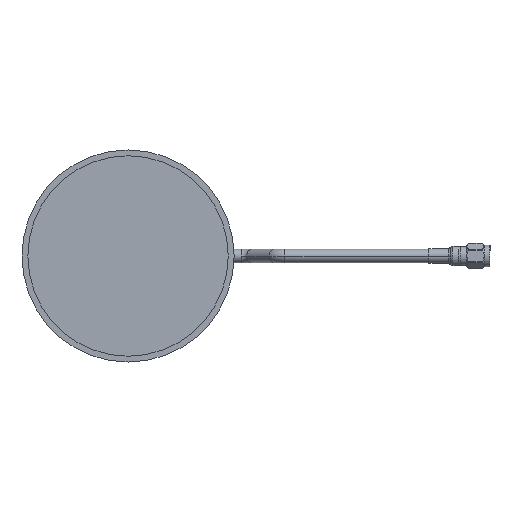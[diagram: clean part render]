
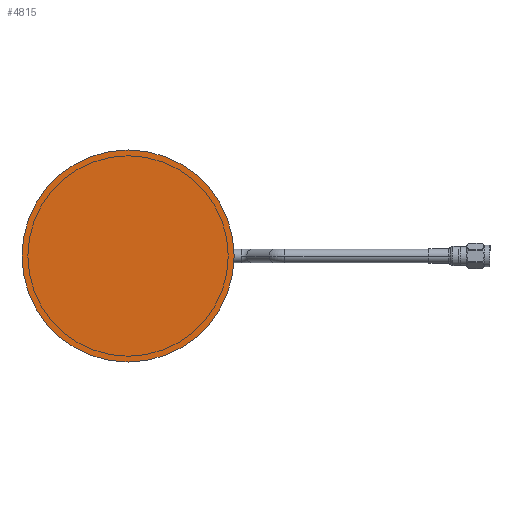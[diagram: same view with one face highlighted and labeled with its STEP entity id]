
A CAD part, front view. The second image highlights one B-rep face of the part: STEP entity #4815.
In plain terms, the highlighted planar face has unit normal (0, -1, 0).
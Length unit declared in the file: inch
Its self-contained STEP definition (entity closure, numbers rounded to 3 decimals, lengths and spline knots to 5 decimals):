
#633 = AXIS2_PLACEMENT_3D ( 'NONE', #26789, #9596, #2954 ) ;
#2954 = DIRECTION ( 'NONE',  ( 0., 0., 1. ) ) ;
#4113 = CIRCLE ( 'NONE', #14983, 1.49606 ) ;
#4358 = EDGE_LOOP ( 'NONE', ( #7996, #6335 ) ) ;
#4815 = ADVANCED_FACE ( 'NONE', ( #24251 ), #26364, .F. ) ;
#5354 = AXIS2_PLACEMENT_3D ( 'NONE', #16293, #20676, #16975 ) ;
#5808 = EDGE_CURVE ( 'NONE', #15098, #6614, #25295, .T. ) ;
#6335 = ORIENTED_EDGE ( 'NONE', *, *, #11306, .F. ) ;
#6614 = VERTEX_POINT ( 'NONE', #21410 ) ;
#6790 = CARTESIAN_POINT ( 'NONE',  ( 0., -0.00984, 0. ) ) ;
#7996 = ORIENTED_EDGE ( 'NONE', *, *, #5808, .F. ) ;
#9596 = DIRECTION ( 'NONE',  ( 0., 1., 0. ) ) ;
#11306 = EDGE_CURVE ( 'NONE', #6614, #15098, #4113, .T. ) ;
#14951 = CARTESIAN_POINT ( 'NONE',  ( 0., -0.00984, -1.49606 ) ) ;
#14983 = AXIS2_PLACEMENT_3D ( 'NONE', #6790, #15464, #24128 ) ;
#15098 = VERTEX_POINT ( 'NONE', #14951 ) ;
#15464 = DIRECTION ( 'NONE',  ( 0., 1., 0. ) ) ;
#16293 = CARTESIAN_POINT ( 'NONE',  ( 0., -0.00984, 0. ) ) ;
#16975 = DIRECTION ( 'NONE',  ( 0., 0., -1. ) ) ;
#20676 = DIRECTION ( 'NONE',  ( 0., 1., 0. ) ) ;
#21410 = CARTESIAN_POINT ( 'NONE',  ( 0., -0.00984, 1.49606 ) ) ;
#24128 = DIRECTION ( 'NONE',  ( 0., 0., -1. ) ) ;
#24251 = FACE_OUTER_BOUND ( 'NONE', #4358, .T. ) ;
#25295 = CIRCLE ( 'NONE', #5354, 1.49606 ) ;
#26364 = PLANE ( 'NONE',  #633 ) ;
#26789 = CARTESIAN_POINT ( 'NONE',  ( 0., -0.00984, 0. ) ) ;
